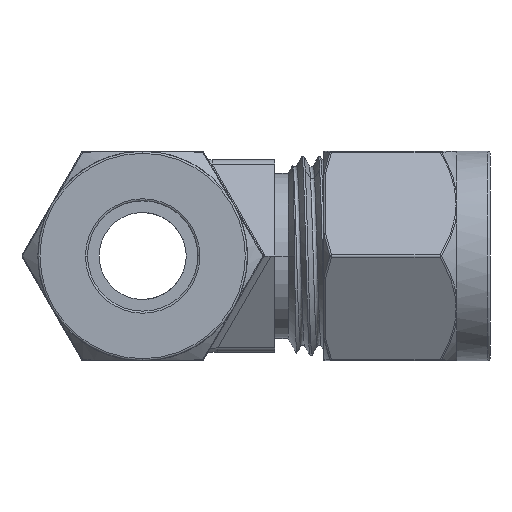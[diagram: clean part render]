
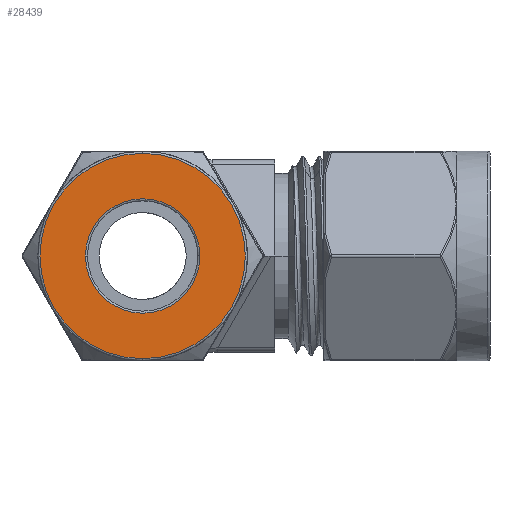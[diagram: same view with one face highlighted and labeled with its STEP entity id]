
A CAD part, left-side view. The second image highlights one B-rep face of the part: STEP entity #28439.
In plain terms, the highlighted face is planar.
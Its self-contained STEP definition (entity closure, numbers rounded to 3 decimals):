
#25705=CARTESIAN_POINT('',(0.,0.,0.));
#25706=DIRECTION('',(-1.,0.,0.));
#25707=DIRECTION('',(0.,1.,0.));
#25708=AXIS2_PLACEMENT_3D('',#25705,#25706,#25707);
#25710=CARTESIAN_POINT('',(0.,0.,0.));
#25711=DIRECTION('',(-1.,0.,0.));
#25712=DIRECTION('',(0.,-1.,0.));
#25713=AXIS2_PLACEMENT_3D('',#25710,#25711,#25712);
#25715=CARTESIAN_POINT('',(0.,0.,0.));
#25716=DIRECTION('',(1.,0.,0.));
#25717=DIRECTION('',(0.,0.,-1.));
#25718=AXIS2_PLACEMENT_3D('',#25715,#25716,#25717);
#25720=CARTESIAN_POINT('',(0.,0.,0.));
#25721=DIRECTION('',(1.,0.,0.));
#25722=DIRECTION('',(0.,0.,1.));
#25723=AXIS2_PLACEMENT_3D('',#25720,#25721,#25722);
#28249=CARTESIAN_POINT('',(0.,5.188,0.));
#28250=CARTESIAN_POINT('',(0.,-5.188,0.));
#28251=VERTEX_POINT('',#28249);
#28252=VERTEX_POINT('',#28250);
#28411=CARTESIAN_POINT('',(0.,0.,-9.313));
#28412=CARTESIAN_POINT('',(0.,0.,9.313));
#28413=VERTEX_POINT('',#28411);
#28414=VERTEX_POINT('',#28412);
#28422=CARTESIAN_POINT('',(0.,0.,0.));
#28423=DIRECTION('',(1.,0.,0.));
#28424=DIRECTION('',(0.,-1.,0.));
#28425=AXIS2_PLACEMENT_3D('',#28422,#28423,#28424);
#28426=PLANE('',#28425);
#28428=ORIENTED_EDGE('',*,*,#28427,.F.);
#28430=ORIENTED_EDGE('',*,*,#28429,.F.);
#28431=EDGE_LOOP('',(#28428,#28430));
#28432=FACE_OUTER_BOUND('',#28431,.F.);
#28434=ORIENTED_EDGE('',*,*,#28433,.F.);
#28436=ORIENTED_EDGE('',*,*,#28435,.F.);
#28437=EDGE_LOOP('',(#28434,#28436));
#28438=FACE_BOUND('',#28437,.F.);
#25709=CIRCLE('',#25708,5.188);
#25714=CIRCLE('',#25713,5.188);
#25719=CIRCLE('',#25718,9.313);
#25724=CIRCLE('',#25723,9.313);
#28427=EDGE_CURVE('',#28413,#28414,#25719,.T.);
#28429=EDGE_CURVE('',#28414,#28413,#25724,.T.);
#28433=EDGE_CURVE('',#28251,#28252,#25709,.T.);
#28435=EDGE_CURVE('',#28252,#28251,#25714,.T.);
#28439=ADVANCED_FACE('',(#28432,#28438),#28426,.T.);
